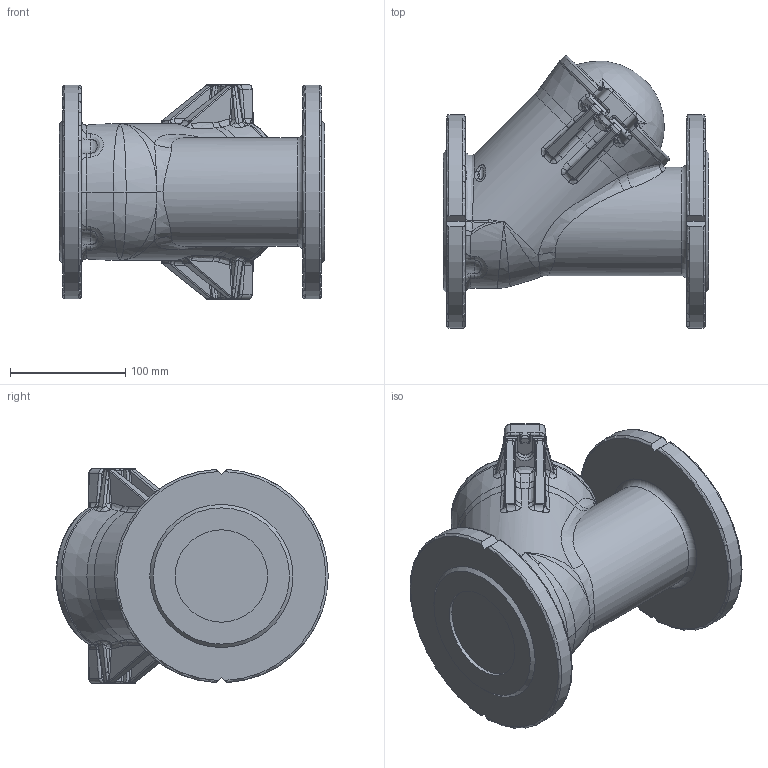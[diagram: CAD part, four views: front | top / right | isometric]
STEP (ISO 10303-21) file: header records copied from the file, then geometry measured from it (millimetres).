
FILE_DESCRIPTION (( 'STEP AP203' ), '1' );
FILE_NAME ('O_53_35_DN65.STEP', '2014-08-18T06:01:11', ( '' ), ( '' ), 'SwSTEP 2.0', 'SolidWorks 2012', '' );
FILE_SCHEMA (( 'CONFIG_CONTROL_DESIGN' ));
Length unit declared in the file: millimetre
Products named in the file (1): O_53_35_DN65
Bounding box: 230 x 235.91 x 186 mm (x, y, z)
Volume: 3631265 mm3; surface area: 222134.9 mm2
Topology: 1 solids, 1 shells, 521 faces, 1242 edges, 694 vertices
Faces by surface type: bspline 249, cylinder 132, plane 72, torus 52, sphere 9, cone 7
Full cylindrical faces by diameter (mm): 80 x2, 94 x1
Entity records: 24580 total; most frequent: CARTESIAN_POINT 14749, ORIENTED_EDGE 2386, DIRECTION 1621, EDGE_CURVE 1193, VERTEX_POINT 690, AXIS2_PLACEMENT_3D 690, EDGE_LOOP 537, FACE_OUTER_BOUND 525
